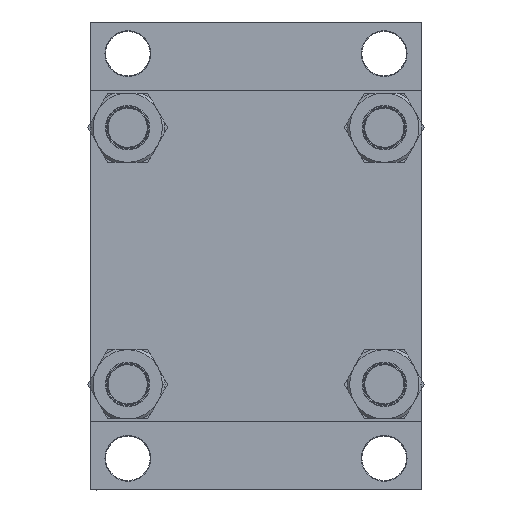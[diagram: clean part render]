
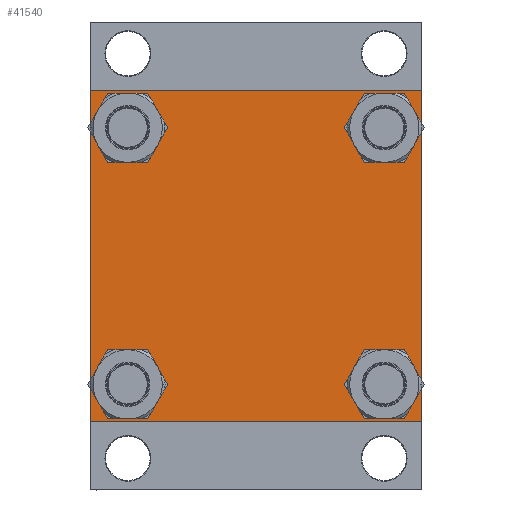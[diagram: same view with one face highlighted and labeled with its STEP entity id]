
A CAD part, left-side view. The second image highlights one B-rep face of the part: STEP entity #41540.
In plain terms, the highlighted planar face has unit normal (-1, 0, 0).
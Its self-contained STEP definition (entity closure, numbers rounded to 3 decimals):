
#10 = DIRECTION ( 'NONE',  ( 0., -0.707, 0.707 ) ) ;
#855 = CARTESIAN_POINT ( 'NONE',  ( 0., 0., 0. ) ) ;
#1518 = ORIENTED_EDGE ( 'NONE', *, *, #47767, .F. ) ;
#1666 = CARTESIAN_POINT ( 'NONE',  ( 0., -95.1, 79.6 ) ) ;
#1700 = CARTESIAN_POINT ( 'NONE',  ( 0., -122., 122.5 ) ) ;
#1782 = VERTEX_POINT ( 'NONE', #38298 ) ;
#2118 = CARTESIAN_POINT ( 'NONE',  ( 0., 122.5, -122.5 ) ) ;
#2534 = ORIENTED_EDGE ( 'NONE', *, *, #39179, .T. ) ;
#2599 = LINE ( 'NONE', #2118, #42618 ) ;
#3368 = CARTESIAN_POINT ( 'NONE',  ( 0., 95.1, 95.1 ) ) ;
#3520 = FACE_BOUND ( 'NONE', #19315, .T. ) ;
#3777 = EDGE_LOOP ( 'NONE', ( #47576, #35695 ) ) ;
#4201 = LINE ( 'NONE', #25454, #8765 ) ;
#4317 = CARTESIAN_POINT ( 'NONE',  ( 0., 95.1, -95.1 ) ) ;
#4404 = EDGE_CURVE ( 'NONE', #15542, #45531, #43781, .T. ) ;
#4527 = CIRCLE ( 'NONE', #29205, 15.5 ) ;
#4619 = AXIS2_PLACEMENT_3D ( 'NONE', #12271, #30386, #26990 ) ;
#4737 = ORIENTED_EDGE ( 'NONE', *, *, #47835, .T. ) ;
#4785 = AXIS2_PLACEMENT_3D ( 'NONE', #7364, #10990, #43842 ) ;
#5790 = LINE ( 'NONE', #47032, #14116 ) ;
#6458 = DIRECTION ( 'NONE',  ( 0., -1., 0. ) ) ;
#6467 = EDGE_CURVE ( 'NONE', #32738, #19126, #19285, .T. ) ;
#7007 = VERTEX_POINT ( 'NONE', #10646 ) ;
#7364 = CARTESIAN_POINT ( 'NONE',  ( 0., 95.1, 95.1 ) ) ;
#8654 = CIRCLE ( 'NONE', #34970, 15.5 ) ;
#8765 = VECTOR ( 'NONE', #11686, 1000. ) ;
#9546 = AXIS2_PLACEMENT_3D ( 'NONE', #4317, #31105, #46317 ) ;
#9583 = CIRCLE ( 'NONE', #46585, 15.5 ) ;
#9798 = CARTESIAN_POINT ( 'NONE',  ( 0., -122., -122.5 ) ) ;
#10034 = CIRCLE ( 'NONE', #4619, 15.5 ) ;
#10127 = DIRECTION ( 'NONE',  ( 1., 0., 0. ) ) ;
#10336 = EDGE_CURVE ( 'NONE', #13065, #45531, #43106, .T. ) ;
#10646 = CARTESIAN_POINT ( 'NONE',  ( 0., -95.1, -79.6 ) ) ;
#10834 = ORIENTED_EDGE ( 'NONE', *, *, #23419, .T. ) ;
#10990 = DIRECTION ( 'NONE',  ( 1., 0., 0. ) ) ;
#11686 = DIRECTION ( 'NONE',  ( 0., 0.707, -0.707 ) ) ;
#12214 = ORIENTED_EDGE ( 'NONE', *, *, #18583, .T. ) ;
#12271 = CARTESIAN_POINT ( 'NONE',  ( 0., -95.1, 95.1 ) ) ;
#12532 = CARTESIAN_POINT ( 'NONE',  ( 0., -122.5, 122. ) ) ;
#12853 = DIRECTION ( 'NONE',  ( 1., 0., 0. ) ) ;
#12878 = VERTEX_POINT ( 'NONE', #21971 ) ;
#13065 = VERTEX_POINT ( 'NONE', #19541 ) ;
#13115 = EDGE_CURVE ( 'NONE', #42184, #46788, #2599, .T. ) ;
#13955 = CARTESIAN_POINT ( 'NONE',  ( 0., 95.1, -79.6 ) ) ;
#14116 = VECTOR ( 'NONE', #39780, 1000. ) ;
#14131 = ORIENTED_EDGE ( 'NONE', *, *, #17928, .T. ) ;
#14137 = VERTEX_POINT ( 'NONE', #34231 ) ;
#14138 = DIRECTION ( 'NONE',  ( 0., -1., 0. ) ) ;
#14653 = FACE_BOUND ( 'NONE', #18581, .T. ) ;
#14999 = LINE ( 'NONE', #33113, #37614 ) ;
#15379 = EDGE_CURVE ( 'NONE', #1782, #30189, #8654, .T. ) ;
#15542 = VERTEX_POINT ( 'NONE', #12532 ) ;
#15657 = EDGE_CURVE ( 'NONE', #30189, #1782, #41148, .T. ) ;
#16186 = AXIS2_PLACEMENT_3D ( 'NONE', #24113, #27510, #31857 ) ;
#17504 = ORIENTED_EDGE ( 'NONE', *, *, #4404, .T. ) ;
#17928 = EDGE_CURVE ( 'NONE', #35608, #19723, #5790, .T. ) ;
#17935 = VECTOR ( 'NONE', #47209, 1000. ) ;
#18318 = ORIENTED_EDGE ( 'NONE', *, *, #10336, .F. ) ;
#18581 = EDGE_LOOP ( 'NONE', ( #34766, #27748 ) ) ;
#18583 = EDGE_CURVE ( 'NONE', #13065, #35608, #4201, .T. ) ;
#19126 = VERTEX_POINT ( 'NONE', #29206 ) ;
#19210 = FACE_OUTER_BOUND ( 'NONE', #36935, .T. ) ;
#19240 = EDGE_CURVE ( 'NONE', #19126, #32738, #21121, .T. ) ;
#19285 = CIRCLE ( 'NONE', #16186, 15.5 ) ;
#19315 = EDGE_LOOP ( 'NONE', ( #10834, #45805 ) ) ;
#19541 = CARTESIAN_POINT ( 'NONE',  ( 0., 122., 122.5 ) ) ;
#19573 = CARTESIAN_POINT ( 'NONE',  ( 0., 122., -122.5 ) ) ;
#19723 = VERTEX_POINT ( 'NONE', #27067 ) ;
#21121 = CIRCLE ( 'NONE', #9546, 15.5 ) ;
#21126 = CARTESIAN_POINT ( 'NONE',  ( 0., 122.5, 122.5 ) ) ;
#21641 = CARTESIAN_POINT ( 'NONE',  ( 0., 122.5, 122. ) ) ;
#21879 = FACE_BOUND ( 'NONE', #41532, .T. ) ;
#21971 = CARTESIAN_POINT ( 'NONE',  ( 0., -95.1, 110.6 ) ) ;
#22060 = CARTESIAN_POINT ( 'NONE',  ( 0., 122.25, -122.25 ) ) ;
#22928 = CARTESIAN_POINT ( 'NONE',  ( 0., -122.25, -122.25 ) ) ;
#23065 = VECTOR ( 'NONE', #47656, 1000. ) ;
#23187 = EDGE_CURVE ( 'NONE', #28600, #7007, #4527, .T. ) ;
#23236 = VECTOR ( 'NONE', #14138, 1000. ) ;
#23419 = EDGE_CURVE ( 'NONE', #7007, #28600, #38521, .T. ) ;
#24113 = CARTESIAN_POINT ( 'NONE',  ( 0., 95.1, -95.1 ) ) ;
#25454 = CARTESIAN_POINT ( 'NONE',  ( 0., 122.25, 122.25 ) ) ;
#25495 = DIRECTION ( 'NONE',  ( 1., 0., 0. ) ) ;
#26075 = ORIENTED_EDGE ( 'NONE', *, *, #13115, .T. ) ;
#26392 = EDGE_CURVE ( 'NONE', #40191, #12878, #10034, .T. ) ;
#26396 = CARTESIAN_POINT ( 'NONE',  ( 0., 95.1, 79.6 ) ) ;
#26689 = DIRECTION ( 'NONE',  ( -1., 0., 0. ) ) ;
#26990 = DIRECTION ( 'NONE',  ( 0., 0., 1. ) ) ;
#27067 = CARTESIAN_POINT ( 'NONE',  ( 0., 122.5, -122. ) ) ;
#27510 = DIRECTION ( 'NONE',  ( 1., 0., 0. ) ) ;
#27748 = ORIENTED_EDGE ( 'NONE', *, *, #19240, .T. ) ;
#28600 = VERTEX_POINT ( 'NONE', #41501 ) ;
#29124 = CARTESIAN_POINT ( 'NONE',  ( 0., -95.1, 95.1 ) ) ;
#29205 = AXIS2_PLACEMENT_3D ( 'NONE', #42301, #12853, #45468 ) ;
#29206 = CARTESIAN_POINT ( 'NONE',  ( 0., 95.1, -110.6 ) ) ;
#29447 = ORIENTED_EDGE ( 'NONE', *, *, #31378, .T. ) ;
#30009 = AXIS2_PLACEMENT_3D ( 'NONE', #43213, #10127, #39602 ) ;
#30189 = VERTEX_POINT ( 'NONE', #26396 ) ;
#30386 = DIRECTION ( 'NONE',  ( 1., 0., 0. ) ) ;
#31105 = DIRECTION ( 'NONE',  ( 1., 0., 0. ) ) ;
#31378 = EDGE_CURVE ( 'NONE', #19723, #42184, #40440, .T. ) ;
#31857 = DIRECTION ( 'NONE',  ( 0., 0., 1. ) ) ;
#32362 = DIRECTION ( 'NONE',  ( 0., 0., 1. ) ) ;
#32738 = VERTEX_POINT ( 'NONE', #13955 ) ;
#32841 = DIRECTION ( 'NONE',  ( 1., 0., 0. ) ) ;
#33113 = CARTESIAN_POINT ( 'NONE',  ( 0., -122.5, 122.5 ) ) ;
#33944 = PLANE ( 'NONE',  #47495 ) ;
#34231 = CARTESIAN_POINT ( 'NONE',  ( 0., -122.5, -122. ) ) ;
#34766 = ORIENTED_EDGE ( 'NONE', *, *, #6467, .T. ) ;
#34970 = AXIS2_PLACEMENT_3D ( 'NONE', #3368, #32841, #32362 ) ;
#35131 = DIRECTION ( 'NONE',  ( 0., 0., 1. ) ) ;
#35608 = VERTEX_POINT ( 'NONE', #21641 ) ;
#35695 = ORIENTED_EDGE ( 'NONE', *, *, #15657, .T. ) ;
#36192 = ORIENTED_EDGE ( 'NONE', *, *, #26392, .T. ) ;
#36935 = EDGE_LOOP ( 'NONE', ( #14131, #29447, #26075, #4737, #1518, #17504, #18318, #12214 ) ) ;
#37510 = VECTOR ( 'NONE', #10, 1000. ) ;
#37569 = FACE_BOUND ( 'NONE', #3777, .T. ) ;
#37614 = VECTOR ( 'NONE', #44697, 1000. ) ;
#38298 = CARTESIAN_POINT ( 'NONE',  ( 0., 95.1, 110.6 ) ) ;
#38521 = CIRCLE ( 'NONE', #30009, 15.5 ) ;
#39179 = EDGE_CURVE ( 'NONE', #12878, #40191, #9583, .T. ) ;
#39602 = DIRECTION ( 'NONE',  ( 0., 0., 1. ) ) ;
#39681 = CARTESIAN_POINT ( 'NONE',  ( 0., -122.25, 122.25 ) ) ;
#39780 = DIRECTION ( 'NONE',  ( 0., 0., -1. ) ) ;
#40191 = VERTEX_POINT ( 'NONE', #1666 ) ;
#40440 = LINE ( 'NONE', #22060, #17935 ) ;
#41148 = CIRCLE ( 'NONE', #4785, 15.5 ) ;
#41501 = CARTESIAN_POINT ( 'NONE',  ( 0., -95.1, -110.6 ) ) ;
#41532 = EDGE_LOOP ( 'NONE', ( #2534, #36192 ) ) ;
#41540 = ADVANCED_FACE ( 'NONE', ( #21879, #3520, #14653, #37569, #19210 ), #33944, .T. ) ;
#42184 = VERTEX_POINT ( 'NONE', #19573 ) ;
#42301 = CARTESIAN_POINT ( 'NONE',  ( 0., -95.1, -95.1 ) ) ;
#42618 = VECTOR ( 'NONE', #6458, 1000. ) ;
#43106 = LINE ( 'NONE', #21126, #23236 ) ;
#43213 = CARTESIAN_POINT ( 'NONE',  ( 0., -95.1, -95.1 ) ) ;
#43386 = DIRECTION ( 'NONE',  ( 0., 0., 1. ) ) ;
#43781 = LINE ( 'NONE', #39681, #23065 ) ;
#43842 = DIRECTION ( 'NONE',  ( 0., 0., 1. ) ) ;
#44465 = LINE ( 'NONE', #22928, #37510 ) ;
#44697 = DIRECTION ( 'NONE',  ( 0., 0., -1. ) ) ;
#45468 = DIRECTION ( 'NONE',  ( 0., 0., 1. ) ) ;
#45531 = VERTEX_POINT ( 'NONE', #1700 ) ;
#45805 = ORIENTED_EDGE ( 'NONE', *, *, #23187, .T. ) ;
#46317 = DIRECTION ( 'NONE',  ( 0., 0., 1. ) ) ;
#46585 = AXIS2_PLACEMENT_3D ( 'NONE', #29124, #25495, #43386 ) ;
#46788 = VERTEX_POINT ( 'NONE', #9798 ) ;
#47032 = CARTESIAN_POINT ( 'NONE',  ( 0., 122.5, 122.5 ) ) ;
#47209 = DIRECTION ( 'NONE',  ( 0., -0.707, -0.707 ) ) ;
#47495 = AXIS2_PLACEMENT_3D ( 'NONE', #855, #26689, #35131 ) ;
#47576 = ORIENTED_EDGE ( 'NONE', *, *, #15379, .T. ) ;
#47656 = DIRECTION ( 'NONE',  ( 0., 0.707, 0.707 ) ) ;
#47767 = EDGE_CURVE ( 'NONE', #15542, #14137, #14999, .T. ) ;
#47835 = EDGE_CURVE ( 'NONE', #46788, #14137, #44465, .T. ) ;
